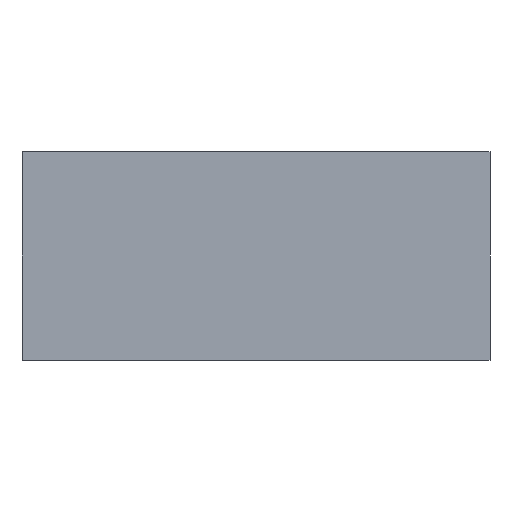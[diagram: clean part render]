
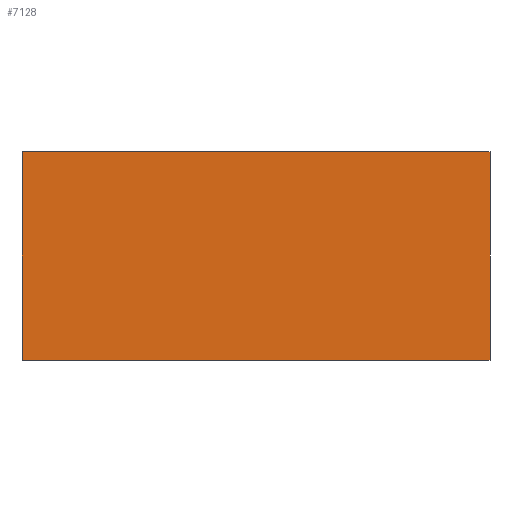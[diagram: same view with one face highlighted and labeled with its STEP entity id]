
A CAD part, front view. The second image highlights one B-rep face of the part: STEP entity #7128.
In plain terms, the highlighted planar face has unit normal (0, -1, 0).
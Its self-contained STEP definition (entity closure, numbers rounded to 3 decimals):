
#3782=DIRECTION('',(1.,0.,0.));
#3783=VECTOR('',#3782,17.75);
#3784=CARTESIAN_POINT('',(-8.875,0.,6.8));
#3785=LINE('',#3784,#3783);
#3789=DIRECTION('',(-1.,0.,0.));
#3790=VECTOR('',#3789,17.75);
#3791=CARTESIAN_POINT('',(8.875,0.,-1.1));
#3792=LINE('',#3791,#3790);
#3810=DIRECTION('',(0.,0.,-1.));
#3811=VECTOR('',#3810,7.9);
#3812=CARTESIAN_POINT('',(-8.875,0.,6.8));
#3813=LINE('',#3812,#3811);
#3824=DIRECTION('',(0.,0.,1.));
#3825=VECTOR('',#3824,7.9);
#3826=CARTESIAN_POINT('',(8.875,0.,-1.1));
#3827=LINE('',#3826,#3825);
#5439=CARTESIAN_POINT('',(8.875,0.,-1.1));
#5440=CARTESIAN_POINT('',(-8.875,0.,-1.1));
#5441=VERTEX_POINT('',#5439);
#5442=VERTEX_POINT('',#5440);
#5551=CARTESIAN_POINT('',(-8.875,0.,6.8));
#5552=VERTEX_POINT('',#5551);
#5553=CARTESIAN_POINT('',(8.875,0.,6.8));
#5554=VERTEX_POINT('',#5553);
#7114=CARTESIAN_POINT('',(8.875,0.,0.));
#7115=DIRECTION('',(0.,-1.,0.));
#7116=DIRECTION('',(-1.,0.,0.));
#7117=AXIS2_PLACEMENT_3D('',#7114,#7115,#7116);
#7118=PLANE('',#7117);
#7120=ORIENTED_EDGE('',*,*,#7119,.F.);
#7122=ORIENTED_EDGE('',*,*,#7121,.T.);
#7124=ORIENTED_EDGE('',*,*,#7123,.F.);
#7125=ORIENTED_EDGE('',*,*,#6980,.T.);
#7126=EDGE_LOOP('',(#7120,#7122,#7124,#7125));
#7127=FACE_OUTER_BOUND('',#7126,.F.);
#6980=EDGE_CURVE('',#5441,#5442,#3792,.T.);
#7119=EDGE_CURVE('',#5552,#5442,#3813,.T.);
#7121=EDGE_CURVE('',#5552,#5554,#3785,.T.);
#7123=EDGE_CURVE('',#5441,#5554,#3827,.T.);
#7128=ADVANCED_FACE('',(#7127),#7118,.T.);
